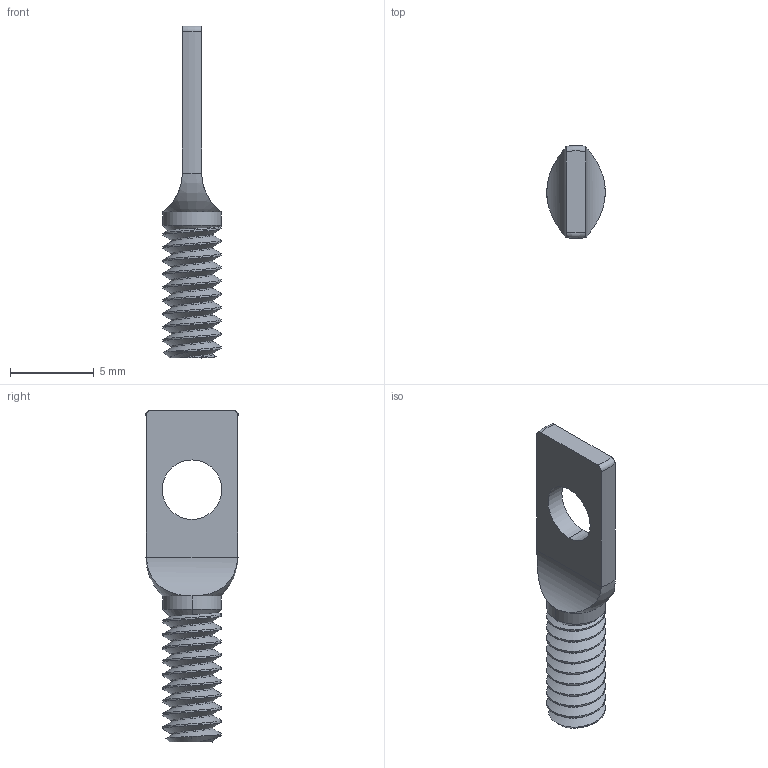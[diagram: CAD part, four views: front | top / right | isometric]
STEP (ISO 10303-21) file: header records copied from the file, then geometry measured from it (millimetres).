
FILE_DESCRIPTION (( 'STEP AP203' ), '1' );
FILE_NAME ('90172A731_Machine Screw-Style Hangers.STEP', '2021-09-10T17:13:16', ( 'Administrator' ), ( 'Managed by Terraform' ), 'SwSTEP 2.0', 'SolidWorks 2017', '' );
FILE_SCHEMA (( 'CONFIG_CONTROL_DESIGN' ));
Length unit declared in the file: inch
Products named in the file (1): 90172A731_Machine Screw-Style Hangers
Bounding box: 3.51 x 5.54 x 19.84 mm (x, y, z)
Volume: 129.1 mm3; surface area: 292.9 mm2
Topology: 1 solids, 1 shells, 45 faces, 119 edges, 76 vertices
Faces by surface type: cylinder 27, cone 7, torus 4, plane 4, bspline 3
Entity records: 3218 total; most frequent: CARTESIAN_POINT 2186, ORIENTED_EDGE 238, DIRECTION 160, EDGE_CURVE 119, VERTEX_POINT 76, AXIS2_PLACEMENT_3D 62, EDGE_LOOP 47, ADVANCED_FACE 45
